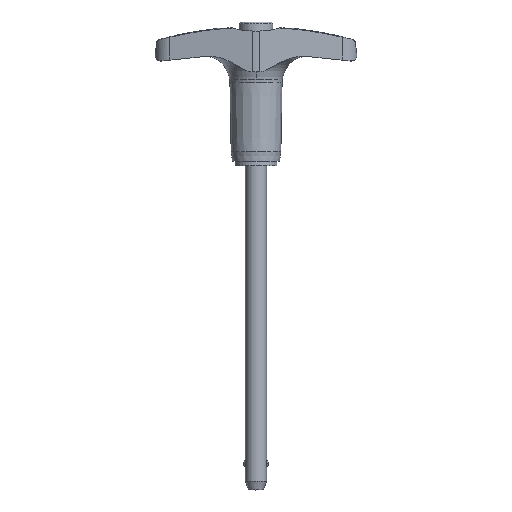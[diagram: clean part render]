
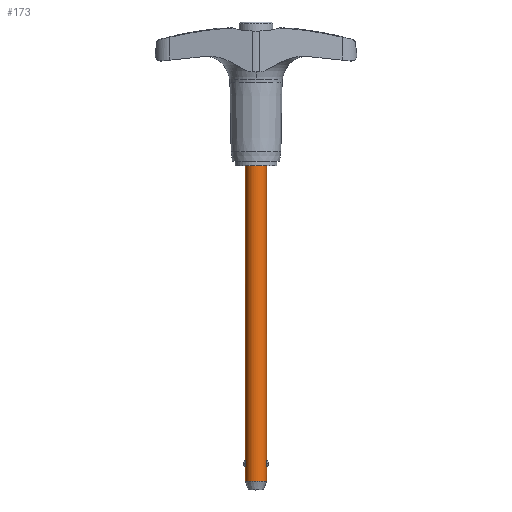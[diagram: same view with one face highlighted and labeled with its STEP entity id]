
A CAD part, top view. The second image highlights one B-rep face of the part: STEP entity #173.
In plain terms, the highlighted cylindrical face has radius 2.381 mm (diameter 4.763 mm), a partial arc.
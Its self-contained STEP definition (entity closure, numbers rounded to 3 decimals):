
#173=ADVANCED_FACE('',(#379),#380,.T.);
#379=FACE_OUTER_BOUND('',#618,.T.);
#380=CYLINDRICAL_SURFACE('',#619,2.381);
#618=EDGE_LOOP('',(#1096,#1097,#1098,#1099,#1100,#1101,#1102,#1103,#1104,#1105));
#619=AXIS2_PLACEMENT_3D('',#1106,#1107,#1108);
#1096=ORIENTED_EDGE('',*,*,#1454,.T.);
#1097=ORIENTED_EDGE('',*,*,#1651,.T.);
#1098=ORIENTED_EDGE('',*,*,#1652,.T.);
#1099=ORIENTED_EDGE('',*,*,#1461,.T.);
#1100=ORIENTED_EDGE('',*,*,#1512,.F.);
#1101=ORIENTED_EDGE('',*,*,#1459,.T.);
#1102=ORIENTED_EDGE('',*,*,#1585,.T.);
#1103=ORIENTED_EDGE('',*,*,#1577,.T.);
#1104=ORIENTED_EDGE('',*,*,#1456,.T.);
#1105=ORIENTED_EDGE('',*,*,#1653,.T.);
#1106=CARTESIAN_POINT('',(0.0,-36.322,0.0));
#1107=DIRECTION('',(-0.0,1.0,0.0));
#1108=DIRECTION('',(1.0,0.0,0.0));
#1454=EDGE_CURVE('',#1737,#1738,#1739,.T.);
#1456=EDGE_CURVE('',#1742,#1740,#1743,.T.);
#1459=EDGE_CURVE('',#1748,#1746,#1749,.T.);
#1461=EDGE_CURVE('',#1752,#1750,#1753,.T.);
#1512=EDGE_CURVE('',#1748,#1750,#1842,.T.);
#1577=EDGE_CURVE('',#1947,#1742,#1949,.T.);
#1585=EDGE_CURVE('',#1746,#1947,#1962,.T.);
#1651=EDGE_CURVE('',#1738,#2058,#2059,.T.);
#1652=EDGE_CURVE('',#2058,#1752,#2060,.T.);
#1653=EDGE_CURVE('',#1740,#1737,#2061,.T.);
#1737=VERTEX_POINT('',#2154);
#1738=VERTEX_POINT('',#2155);
#1739=LINE('',#2156,#2157);
#1740=VERTEX_POINT('',#2158);
#1742=VERTEX_POINT('',#2160);
#1743=LINE('',#2161,#2162);
#1746=VERTEX_POINT('',#2178);
#1748=VERTEX_POINT('',#2193);
#1749=LINE('',#2194,#2195);
#1750=VERTEX_POINT('',#2196);
#1752=VERTEX_POINT('',#2198);
#1753=LINE('',#2199,#2200);
#1842=CIRCLE('',#2531,2.381);
#1947=VERTEX_POINT('',#2890);
#1949=B_SPLINE_CURVE_WITH_KNOTS('',3,(#2892,#2893,#2894,#2895,#2896,#2897,#2898,#2899,#2900,#2901,#2902,#2903,#2904,#2905),.UNSPECIFIED.,.F.,.F.,(4,2,2,2,2,2,4),(0.0,0.24,0.479,0.593,0.706,0.898,1.09),.UNSPECIFIED.);
#1962=B_SPLINE_CURVE_WITH_KNOTS('',3,(#2936,#2937,#2938,#2939,#2940,#2941,#2942,#2943,#2944,#2945,#2946,#2947,#2948,#2949),.UNSPECIFIED.,.F.,.F.,(4,2,2,2,2,2,4),(3.269,3.46,3.652,3.765,3.879,4.119,4.358),.UNSPECIFIED.);
#2058=VERTEX_POINT('',#3450);
#2059=B_SPLINE_CURVE_WITH_KNOTS('',3,(#3451,#3452,#3453,#3454,#3455,#3456,#3457,#3458,#3459,#3460,#3461,#3462,#3463,#3464),.UNSPECIFIED.,.F.,.F.,(4,2,2,2,2,2,4),(1.09,1.281,1.473,1.586,1.7,1.939,2.179),.UNSPECIFIED.);
#2060=B_SPLINE_CURVE_WITH_KNOTS('',3,(#3465,#3466,#3467,#3468,#3469,#3470,#3471,#3472,#3473,#3474,#3475,#3476,#3477,#3478),.UNSPECIFIED.,.F.,.F.,(4,2,2,2,2,2,4),(2.179,2.419,2.658,2.772,2.885,3.077,3.269),.UNSPECIFIED.);
#2061=CIRCLE('',#3479,2.381);
#2154=CARTESIAN_POINT('',(2.381,-70.663,0.0));
#2155=CARTESIAN_POINT('',(2.381,-67.433,0.));
#2156=CARTESIAN_POINT('',(2.381,-36.322,0.));
#2157=VECTOR('',#3856,1.0);
#2158=CARTESIAN_POINT('',(-2.381,-70.663,0.));
#2160=CARTESIAN_POINT('',(-2.381,-67.433,0.));
#2161=CARTESIAN_POINT('',(-2.381,-36.322,0.));
#2162=VECTOR('',#3860,1.0);
#2178=CARTESIAN_POINT('',(-2.381,-66.04,0.));
#2193=CARTESIAN_POINT('',(-2.381,0.0,0.));
#2194=CARTESIAN_POINT('',(-2.381,-36.322,0.));
#2195=VECTOR('',#3861,1.0);
#2196=CARTESIAN_POINT('',(2.381,0.0,0.0));
#2198=CARTESIAN_POINT('',(2.381,-66.04,0.));
#2199=CARTESIAN_POINT('',(2.381,-36.322,0.));
#2200=VECTOR('',#3865,1.0);
#2531=AXIS2_PLACEMENT_3D('',#3915,#3916,#3917);
#2890=CARTESIAN_POINT('',(-2.26,-66.736,0.75));
#2892=CARTESIAN_POINT('',(-2.26,-66.736,0.75));
#2893=CARTESIAN_POINT('',(-2.26,-66.816,0.75));
#2894=CARTESIAN_POINT('',(-2.265,-66.901,0.735));
#2895=CARTESIAN_POINT('',(-2.284,-67.059,0.673));
#2896=CARTESIAN_POINT('',(-2.298,-67.131,0.627));
#2897=CARTESIAN_POINT('',(-2.317,-67.217,0.548));
#2898=CARTESIAN_POINT('',(-2.324,-67.245,0.518));
#2899=CARTESIAN_POINT('',(-2.338,-67.295,0.454));
#2900=CARTESIAN_POINT('',(-2.344,-67.317,0.42));
#2901=CARTESIAN_POINT('',(-2.359,-67.366,0.332));
#2902=CARTESIAN_POINT('',(-2.367,-67.392,0.267));
#2903=CARTESIAN_POINT('',(-2.378,-67.425,0.133));
#2904=CARTESIAN_POINT('',(-2.381,-67.433,0.064));
#2905=CARTESIAN_POINT('',(-2.381,-67.433,0.));
#2936=CARTESIAN_POINT('',(-2.381,-66.04,0.));
#2937=CARTESIAN_POINT('',(-2.381,-66.04,0.064));
#2938=CARTESIAN_POINT('',(-2.378,-66.048,0.133));
#2939=CARTESIAN_POINT('',(-2.367,-66.081,0.267));
#2940=CARTESIAN_POINT('',(-2.359,-66.107,0.332));
#2941=CARTESIAN_POINT('',(-2.344,-66.156,0.42));
#2942=CARTESIAN_POINT('',(-2.338,-66.178,0.454));
#2943=CARTESIAN_POINT('',(-2.324,-66.228,0.518));
#2944=CARTESIAN_POINT('',(-2.317,-66.256,0.548));
#2945=CARTESIAN_POINT('',(-2.298,-66.342,0.627));
#2946=CARTESIAN_POINT('',(-2.284,-66.414,0.673));
#2947=CARTESIAN_POINT('',(-2.265,-66.572,0.735));
#2948=CARTESIAN_POINT('',(-2.26,-66.657,0.75));
#2949=CARTESIAN_POINT('',(-2.26,-66.736,0.75));
#3450=CARTESIAN_POINT('',(2.26,-66.736,0.75));
#3451=CARTESIAN_POINT('',(2.381,-67.433,0.));
#3452=CARTESIAN_POINT('',(2.381,-67.433,0.064));
#3453=CARTESIAN_POINT('',(2.378,-67.425,0.133));
#3454=CARTESIAN_POINT('',(2.367,-67.392,0.267));
#3455=CARTESIAN_POINT('',(2.359,-67.366,0.332));
#3456=CARTESIAN_POINT('',(2.344,-67.317,0.42));
#3457=CARTESIAN_POINT('',(2.338,-67.295,0.454));
#3458=CARTESIAN_POINT('',(2.324,-67.245,0.518));
#3459=CARTESIAN_POINT('',(2.317,-67.217,0.548));
#3460=CARTESIAN_POINT('',(2.298,-67.131,0.627));
#3461=CARTESIAN_POINT('',(2.284,-67.059,0.673));
#3462=CARTESIAN_POINT('',(2.265,-66.901,0.735));
#3463=CARTESIAN_POINT('',(2.26,-66.816,0.75));
#3464=CARTESIAN_POINT('',(2.26,-66.736,0.75));
#3465=CARTESIAN_POINT('',(2.26,-66.736,0.75));
#3466=CARTESIAN_POINT('',(2.26,-66.657,0.75));
#3467=CARTESIAN_POINT('',(2.265,-66.572,0.735));
#3468=CARTESIAN_POINT('',(2.284,-66.414,0.673));
#3469=CARTESIAN_POINT('',(2.298,-66.342,0.627));
#3470=CARTESIAN_POINT('',(2.317,-66.256,0.548));
#3471=CARTESIAN_POINT('',(2.324,-66.228,0.518));
#3472=CARTESIAN_POINT('',(2.338,-66.178,0.454));
#3473=CARTESIAN_POINT('',(2.344,-66.156,0.42));
#3474=CARTESIAN_POINT('',(2.359,-66.107,0.332));
#3475=CARTESIAN_POINT('',(2.367,-66.081,0.267));
#3476=CARTESIAN_POINT('',(2.378,-66.048,0.133));
#3477=CARTESIAN_POINT('',(2.381,-66.04,0.064));
#3478=CARTESIAN_POINT('',(2.381,-66.04,0.));
#3479=AXIS2_PLACEMENT_3D('',#4065,#4066,#4067);
#3856=DIRECTION('',(0.0,1.0,0.0));
#3860=DIRECTION('',(-0.0,-1.0,-0.0));
#3861=DIRECTION('',(-0.0,-1.0,-0.0));
#3865=DIRECTION('',(0.0,1.0,0.0));
#3915=CARTESIAN_POINT('',(0.0,0.0,0.0));
#3916=DIRECTION('',(-0.0,1.0,0.0));
#3917=DIRECTION('',(1.0,0.0,0.0));
#4065=CARTESIAN_POINT('',(0.0,-70.663,0.0));
#4066=DIRECTION('',(0.,1.0,0.0));
#4067=DIRECTION('',(1.0,0.,0.0));
